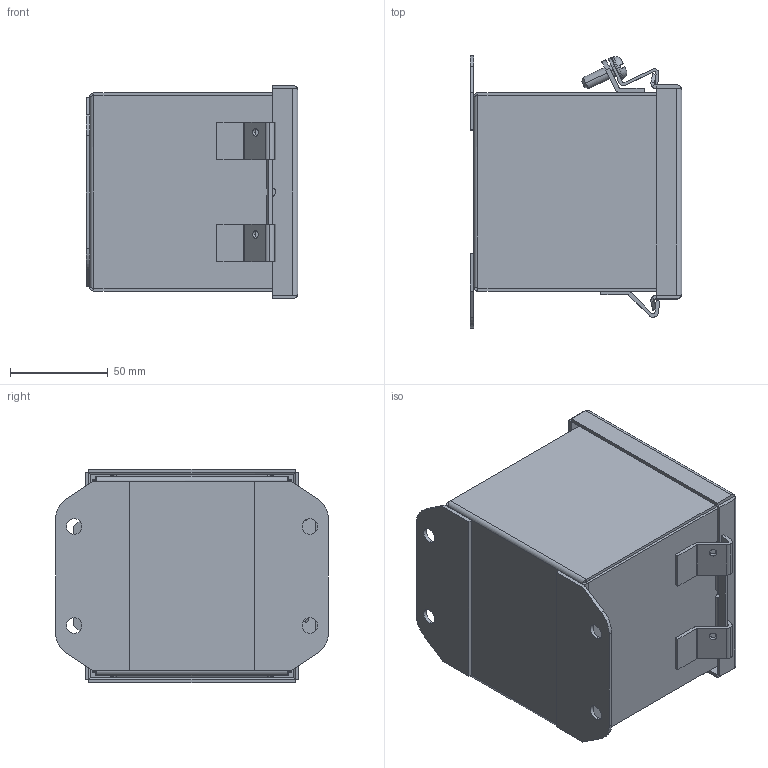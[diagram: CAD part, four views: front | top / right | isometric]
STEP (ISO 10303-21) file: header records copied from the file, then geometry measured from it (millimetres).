
FILE_DESCRIPTION (( 'STEP AP214' ), '1' );
FILE_NAME ('HJ444LP.STEP', '2019-09-05T14:24:53', ( '' ), ( '' ), 'SwSTEP 2.0', 'SolidWorks 2018', '' );
FILE_SCHEMA (( 'AUTOMOTIVE_DESIGN' ));
Length unit declared in the file: inch
Products named in the file (1): HJ444LP
Bounding box: 108.43 x 139.7 x 109.52 mm (x, y, z)
Volume: 148843 mm3; surface area: 185253.5 mm2
Topology: 12 solids, 13 shells, 470 faces, 1150 edges, 707 vertices
Faces by surface type: plane 274, cylinder 120, bspline 50, cone 22, torus 4
Entity records: 23018 total; most frequent: CARTESIAN_POINT 6001, ORIENTED_EDGE 2288, DIRECTION 2080, EDGE_CURVE 1144, VECTOR 782, LINE 782, VERTEX_POINT 707, AXIS2_PLACEMENT_3D 649
